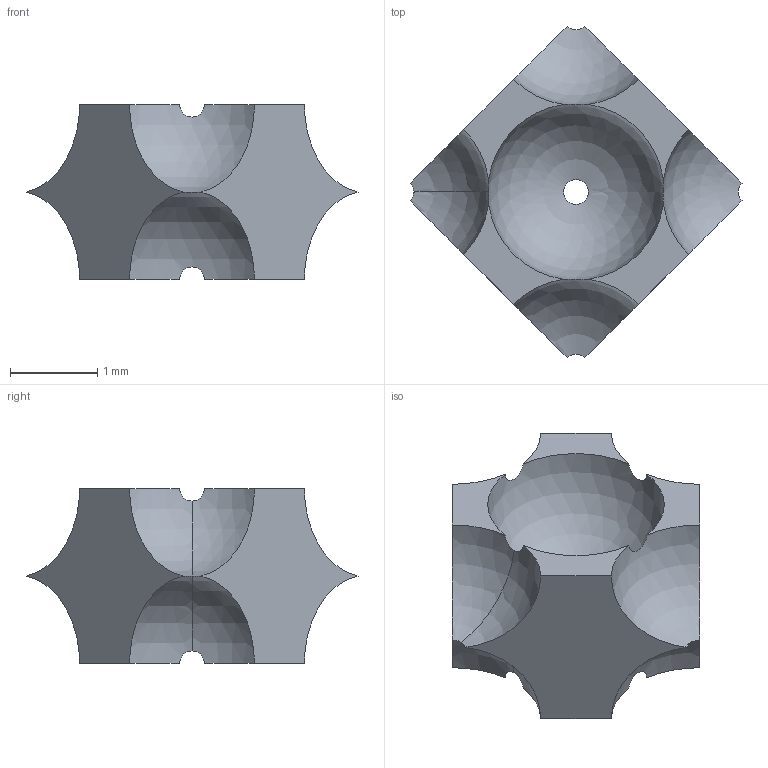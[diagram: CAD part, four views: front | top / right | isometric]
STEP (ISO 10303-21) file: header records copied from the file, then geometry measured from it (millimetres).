
FILE_DESCRIPTION(('Open CASCADE Model'),'2;1');
FILE_NAME('Open CASCADE Shape Model','2022-10-11T14:33:52',('Author'),( 'Open CASCADE'),'Open CASCADE STEP processor 7.6','Open CASCADE 7.6' ,'Unknown');
FILE_SCHEMA(('AUTOMOTIVE_DESIGN { 1 0 10303 214 1 1 1 1 }'));
Length unit declared in the file: millimetre
Products named in the file (1): Open CASCADE STEP translator 7.6 1
Bounding box: 3.8 x 3.8 x 2 mm (x, y, z)
Volume: 7.4 mm3; surface area: 37.9 mm2
Topology: 1 solids, 1 shells, 24 faces, 72 edges, 48 vertices
Faces by surface type: plane 12, sphere 12
Entity records: 2346 total; most frequent: CARTESIAN_POINT 917, DIRECTION 290, ORIENTED_EDGE 144, PCURVE 144, DEFINITIONAL_REPRESENTATION 144, CIRCLE 92, AXIS2_PLACEMENT_3D 89, LINE 84
